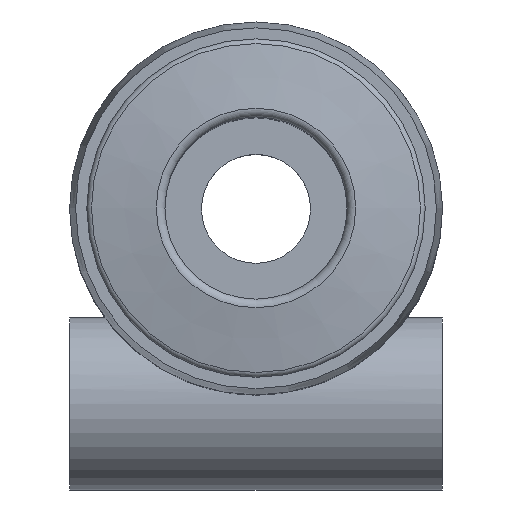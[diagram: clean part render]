
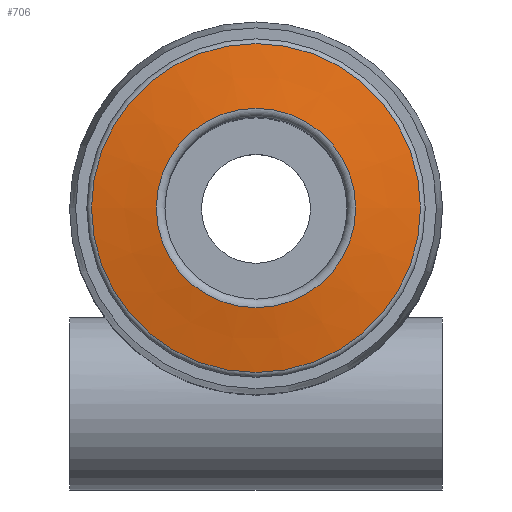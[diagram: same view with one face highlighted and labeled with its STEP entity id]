
A CAD part, top view. The second image highlights one B-rep face of the part: STEP entity #706.
In plain terms, the highlighted conical face has half-angle 80 degrees and reference radius 3.475 mm.
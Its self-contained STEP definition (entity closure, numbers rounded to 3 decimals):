
#38=CONICAL_SURFACE('',#755,3.475,1.396);
#70=ORIENTED_EDGE('',*,*,#158,.F.);
#71=ORIENTED_EDGE('',*,*,#159,.T.);
#158=EDGE_CURVE('',#200,#200,#238,.T.);
#159=EDGE_CURVE('',#201,#201,#239,.T.);
#200=VERTEX_POINT('',#1046);
#201=VERTEX_POINT('',#1048);
#238=CIRCLE('',#756,5.735);
#239=CIRCLE('',#757,3.475);
#277=EDGE_LOOP('',(#70));
#278=EDGE_LOOP('',(#71));
#351=FACE_BOUND('',#277,.T.);
#352=FACE_BOUND('',#278,.T.);
#706=ADVANCED_FACE('',(#351,#352),#38,.T.);
#755=AXIS2_PLACEMENT_3D('',#1044,#844,#845);
#756=AXIS2_PLACEMENT_3D('',#1045,#846,#847);
#757=AXIS2_PLACEMENT_3D('',#1047,#848,#849);
#844=DIRECTION('',(0.,0.,-1.));
#845=DIRECTION('',(-1.,0.,0.));
#846=DIRECTION('',(0.,0.,-1.));
#847=DIRECTION('',(-1.,0.,0.));
#848=DIRECTION('',(0.,0.,-1.));
#849=DIRECTION('',(-1.,0.,0.));
#1044=CARTESIAN_POINT('',(0.,0.,18.4));
#1045=CARTESIAN_POINT('',(0.,0.,18.002));
#1046=CARTESIAN_POINT('',(-5.735,0.,18.002));
#1047=CARTESIAN_POINT('',(0.,0.,18.4));
#1048=CARTESIAN_POINT('',(-3.475,0.,18.4));
